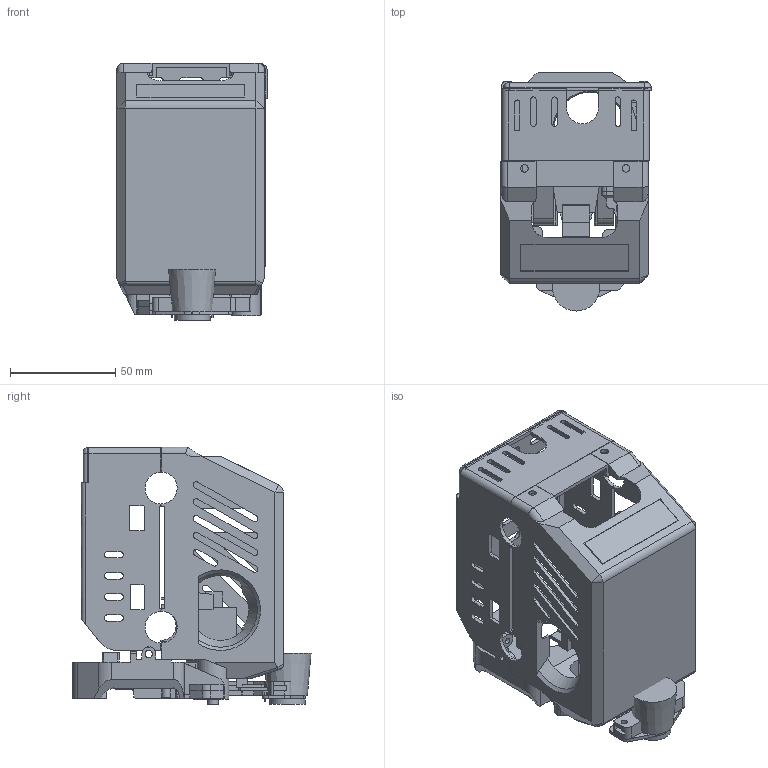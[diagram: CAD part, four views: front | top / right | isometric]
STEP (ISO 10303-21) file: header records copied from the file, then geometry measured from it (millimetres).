
FILE_DESCRIPTION(/* description */ ('','CAx-IF Rec.Pracs.---Representation and Presentation of Product Manufacturing Information (PMI)---4.0---2014-10-13'),/* implementation_level */ '2;1');
FILE_NAME(/* name */ 'Qidi-Plus4-Carto v24.step',/* time_stamp */ '2025-01-23T21:42:10+01:00',/* author */ (''),/* organization */ (''),/* preprocessor_version */ 'ST-DEVELOPER v20',/* originating_system */ 'Autodesk Translation Framework v13.20.0.188',/* authorisation */ '');
FILE_SCHEMA (('AP242_MANAGED_MODEL_BASED_3D_ENGINEERING_MIM_LF { 1 0 10303 442 1 1 4 }'));
Length unit declared in the file: centimetre
Products named in the file (20): Qidi-Plus4-Parts; plus4´µ·ç¿Ú; plus4´µ·ç¿Ú¸Ç; ·çÉÈ¼Ü×Ó; plus4Íâ¿Çºó»¬°å; Íâ¿ÇÇ°; plus4ÅçÍ·ºó¸Ç; plus4Íâ¿ÇÖÐÑ¹Ïß
°å; plus4½Ó½ü¿ª¹Ø°²
×°; ÈÈ¶Ë°²×°Î»Ê
¾ÒâÍ¼; Hotend; BeaconD; Component204; Component208; Component209; Component210; Component205; Component206; Component207; Mount
Assembly tree (19 placements, depth 3):
  Qidi-Plus4-Parts
    plus4´µ·ç¿Ú
    plus4´µ·ç¿Ú¸Ç
    ·çÉÈ¼Ü×Ó
    plus4Íâ¿Çºó»¬°å
    Íâ¿ÇÇ°
    plus4ÅçÍ·ºó¸Ç
    plus4Íâ¿ÇÖÐÑ¹Ïß
°å
    plus4½Ó½ü¿ª¹Ø°²
×°
    ÈÈ¶Ë°²×°Î»Ê
¾ÒâÍ¼
    Hotend
    BeaconD
      Component204
      Component208
      Component209
      Component210
      Component205
      Component206
      Component207
    Mount
Bounding box: 71.26 x 113.01 x 122.22 mm (x, y, z)
Volume: 105890.8 mm3; surface area: 109111.7 mm2
Topology: 20 solids, 20 shells, 1490 faces, 4053 edges, 2658 vertices
Faces by surface type: plane 1083, cylinder 359, cone 37, bspline 11
Full cylindrical faces by diameter (mm): 0.406 x16, 0.9 x4, 1.02 x9, 1.5 x2, 2 x2, 2.4 x2, 2.5 x5, 2.7 x1, 3 x8, 3.4 x2, 3.5 x7, 3.6 x2, 4 x4, 4.2 x2, 5 x1, 6.5 x2, 8 x2, 10.8 x1, 12.1 x1, 15 x1, 17 x1, 34 x1
Entity records: 50064 total; most frequent: CARTESIAN_POINT 10464, ORIENTED_EDGE 8098, DIRECTION 7819, EDGE_CURVE 4049, LINE 3193, VECTOR 3193, VERTEX_POINT 2658, AXIS2_PLACEMENT_3D 2313
